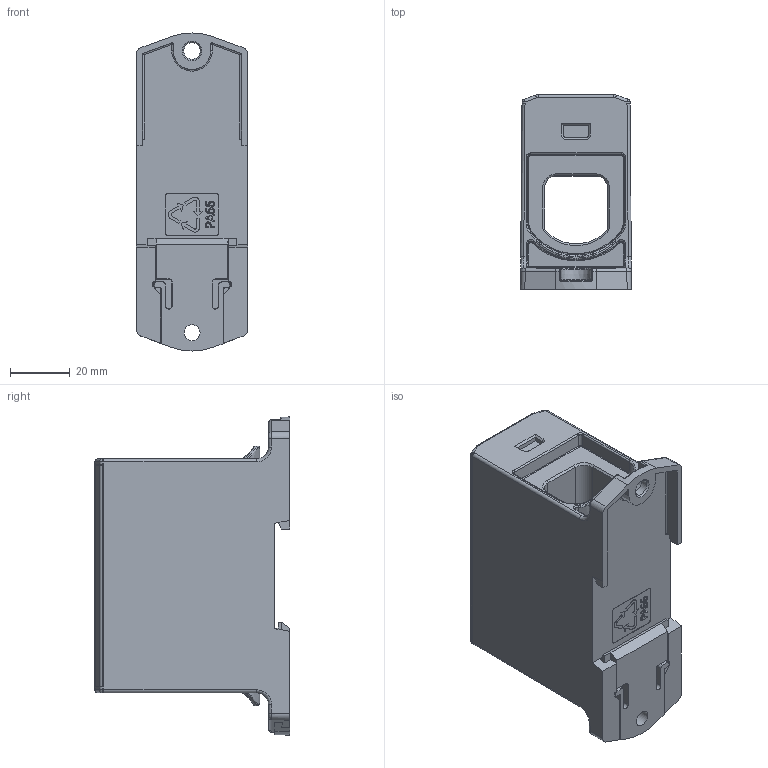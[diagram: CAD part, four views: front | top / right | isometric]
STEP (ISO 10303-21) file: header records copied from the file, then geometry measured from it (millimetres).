
FILE_DESCRIPTION(/* description */ ('Kompaktverteiler'),/* implementation_level */ '2;1');
FILE_NAME(/* name */ '27212.1_SVBKA_240_GN.stp',/* time_stamp */ '2017-10-06T10:16:16+02:00',/* author */ ('N.Sziegat'),/* organization */ ('CONTA-CLIP Verbindungstechnik GmbH'),/* preprocessor_version */ 'ST-DEVELOPER v16.1',/* originating_system */ 'Autodesk Inventor 2016',/* authorisation */ '');
FILE_SCHEMA (('AUTOMOTIVE_DESIGN { 1 0 10303 214 3 1 1 }'));
Products named in the file (1): 27212.1_SVBKA_240_GN
Bounding box: 37.08 x 65.2 x 106.09 mm (x, y, z)
Volume: 135909.1 mm3; surface area: 31716.1 mm2
Topology: 1 solids, 1 shells, 1632 faces, 4480 edges, 2891 vertices
Faces by surface type: plane 1222, cylinder 181, bspline 132, cone 52, torus 37, sphere 8
Full cylindrical faces by diameter (mm): 5.3 x1, 5.5 x1
Entity records: 56820 total; most frequent: CARTESIAN_POINT 15936, ORIENTED_EDGE 8912, DIRECTION 7618, EDGE_CURVE 4456, LINE 3682, VECTOR 3682, VERTEX_POINT 2887, AXIS2_PLACEMENT_3D 1968
